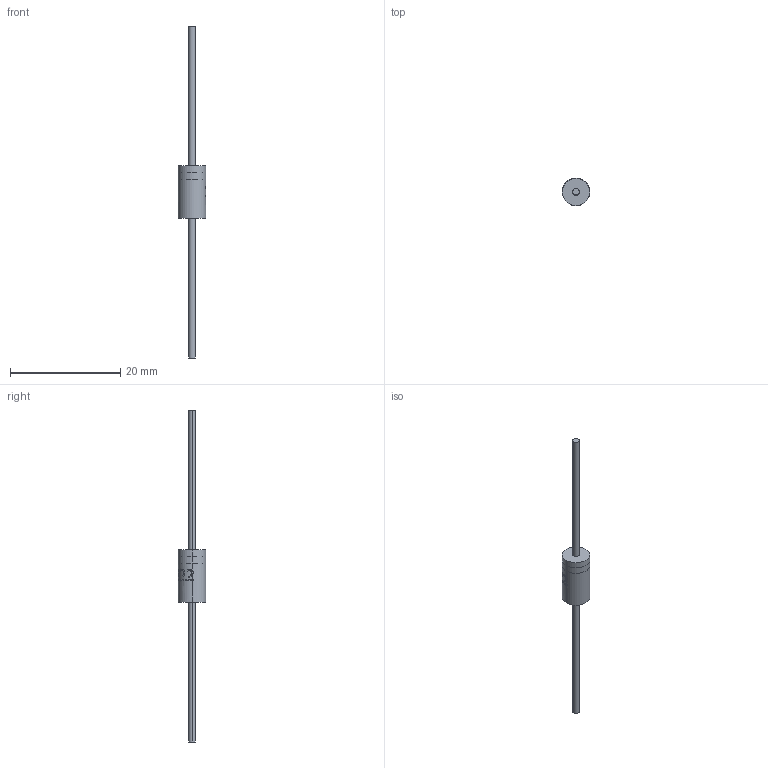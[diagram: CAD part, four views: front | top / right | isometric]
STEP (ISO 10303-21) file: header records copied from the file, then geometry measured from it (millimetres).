
FILE_DESCRIPTION (( 'STEP AP214' ), '1' );
FILE_NAME ('User Library-Schottky Barier Rectifier Diodes 1N5822.STEP', '2020-03-12T16:11:51', ( '' ), ( '' ), 'SwSTEP 2.0', 'SolidWorks 2019', '' );
FILE_SCHEMA (( 'AUTOMOTIVE_DESIGN' ));
Length unit declared in the file: millimetre
Products named in the file (1): User Library-Schottky Barier Rectifier Diodes 1N5822
Bounding box: 5.02 x 5.02 x 60.3 mm (x, y, z)
Volume: 244.2 mm3; surface area: 381 mm2
Topology: 1 solids, 1 shells, 122 faces, 330 edges, 220 vertices
Faces by surface type: bspline 57, plane 45, cylinder 20
Entity records: 21095 total; most frequent: CARTESIAN_POINT 16979, ORIENTED_EDGE 660, DIRECTION 408, EDGE_CURVE 330, VERTEX_POINT 220, VECTOR 152, LINE 152, EDGE_LOOP 132
